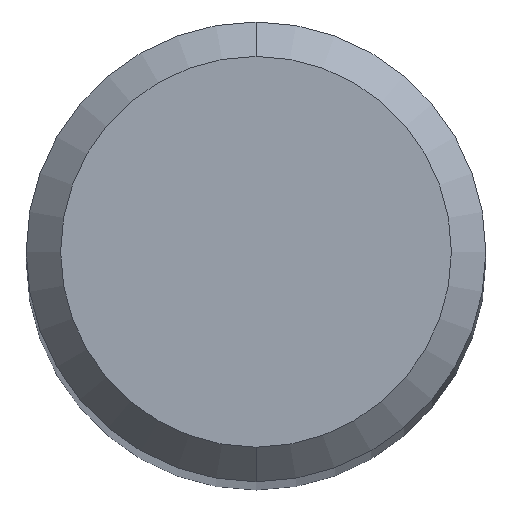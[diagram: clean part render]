
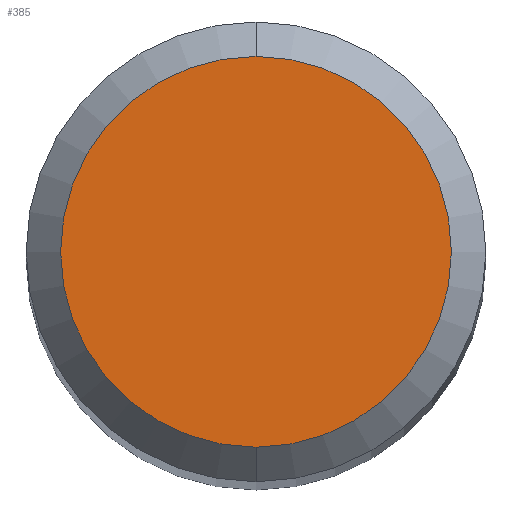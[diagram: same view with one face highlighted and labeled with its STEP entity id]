
A CAD part, top view. The second image highlights one B-rep face of the part: STEP entity #385.
In plain terms, the highlighted planar face has unit normal (0, 0, 1).
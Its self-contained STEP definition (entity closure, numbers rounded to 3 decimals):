
#385=ADVANCED_FACE('',(#1041),#1042,.T.);
#489=EDGE_CURVE('',#727,#961,#1155,.T.);
#591=EDGE_CURVE('',#961,#727,#1264,.T.);
#727=VERTEX_POINT('',#1412);
#961=VERTEX_POINT('',#1673);
#1041=FACE_OUTER_BOUND('',#1864,.T.);
#1042=PLANE('',#1865);
#1155=CIRCLE('',#2173,1.7);
#1264=CIRCLE('',#2611,1.7);
#1412=CARTESIAN_POINT('',(0.0,1.7,0.0));
#1673=CARTESIAN_POINT('',(0.,-1.7,0.0));
#1864=EDGE_LOOP('',(#4837,#4838));
#1865=AXIS2_PLACEMENT_3D('',#4839,#4840,#4841);
#2173=AXIS2_PLACEMENT_3D('',#4951,#4952,#4953);
#2611=AXIS2_PLACEMENT_3D('',#5066,#5067,#5068);
#4837=ORIENTED_EDGE('',*,*,#489,.F.);
#4838=ORIENTED_EDGE('',*,*,#591,.F.);
#4839=CARTESIAN_POINT('',(0.0,0.85,0.0));
#4840=DIRECTION('',(-0.0,0.0,1.0));
#4841=DIRECTION('',(0.0,-1.0,0.0));
#4951=CARTESIAN_POINT('',(0.0,0.0,0.0));
#4952=DIRECTION('',(0.0,0.0,-1.0));
#4953=DIRECTION('',(0.0,1.0,0.0));
#5066=CARTESIAN_POINT('',(0.0,0.0,0.0));
#5067=DIRECTION('',(0.0,0.0,-1.0));
#5068=DIRECTION('',(0.0,1.0,0.0));
